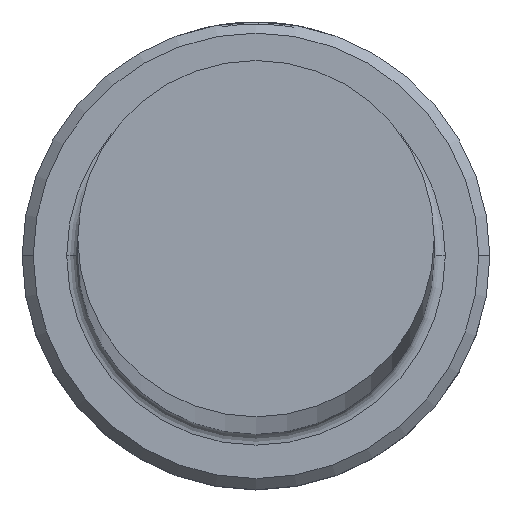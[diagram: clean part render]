
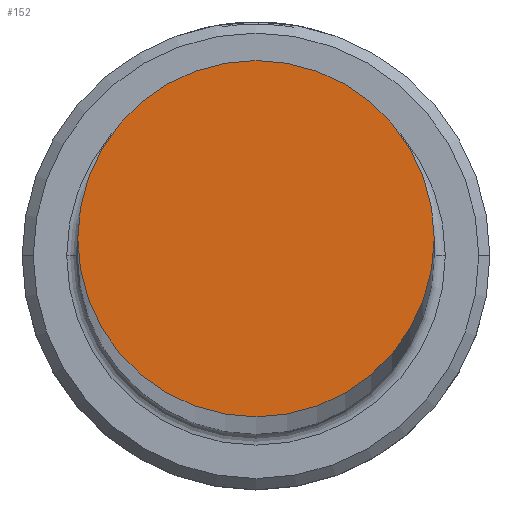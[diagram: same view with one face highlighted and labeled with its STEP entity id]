
A CAD part, top view. The second image highlights one B-rep face of the part: STEP entity #152.
In plain terms, the highlighted planar face has unit normal (0, 0, 1).
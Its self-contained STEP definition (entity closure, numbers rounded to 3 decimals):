
#32 = ORIENTED_EDGE ( 'NONE', *, *, #149, .T. ) ;
#43 = DIRECTION ( 'NONE',  ( 1., 0., 0. ) ) ;
#149 = EDGE_CURVE ( 'NONE', #826, #176, #356, .T. ) ;
#152 = ADVANCED_FACE ( 'NONE', ( #357 ), #354, .T. ) ;
#165 = ORIENTED_EDGE ( 'NONE', *, *, #1021, .T. ) ;
#176 = VERTEX_POINT ( 'NONE', #803 ) ;
#354 = PLANE ( 'NONE',  #935 ) ;
#356 = CIRCLE ( 'NONE', #751, 8. ) ;
#357 = FACE_OUTER_BOUND ( 'NONE', #662, .T. ) ;
#528 = CARTESIAN_POINT ( 'NONE',  ( 0., 0., 450. ) ) ;
#532 = DIRECTION ( 'NONE',  ( 0., 0., 1. ) ) ;
#536 = DIRECTION ( 'NONE',  ( 1., 0., 0. ) ) ;
#584 = DIRECTION ( 'NONE',  ( 0., 0., 1. ) ) ;
#595 = DIRECTION ( 'NONE',  ( 1., 0., 0. ) ) ;
#599 = CARTESIAN_POINT ( 'NONE',  ( 0., 0., 450. ) ) ;
#612 = DIRECTION ( 'NONE',  ( 0., 0., 1. ) ) ;
#662 = EDGE_LOOP ( 'NONE', ( #32, #165 ) ) ;
#665 = CARTESIAN_POINT ( 'NONE',  ( -8., 0., 450. ) ) ;
#687 = CIRCLE ( 'NONE', #1115, 8. ) ;
#751 = AXIS2_PLACEMENT_3D ( 'NONE', #528, #532, #536 ) ;
#803 = CARTESIAN_POINT ( 'NONE',  ( 8., 0., 450. ) ) ;
#826 = VERTEX_POINT ( 'NONE', #665 ) ;
#935 = AXIS2_PLACEMENT_3D ( 'NONE', #599, #584, #595 ) ;
#1021 = EDGE_CURVE ( 'NONE', #176, #826, #687, .T. ) ;
#1115 = AXIS2_PLACEMENT_3D ( 'NONE', #1153, #612, #43 ) ;
#1153 = CARTESIAN_POINT ( 'NONE',  ( 0., 0., 450. ) ) ;
